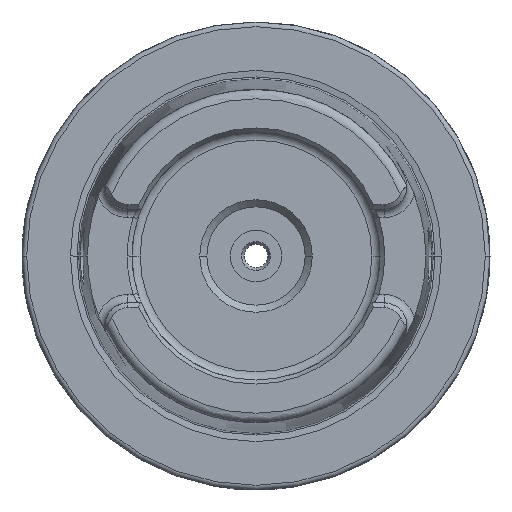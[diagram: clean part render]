
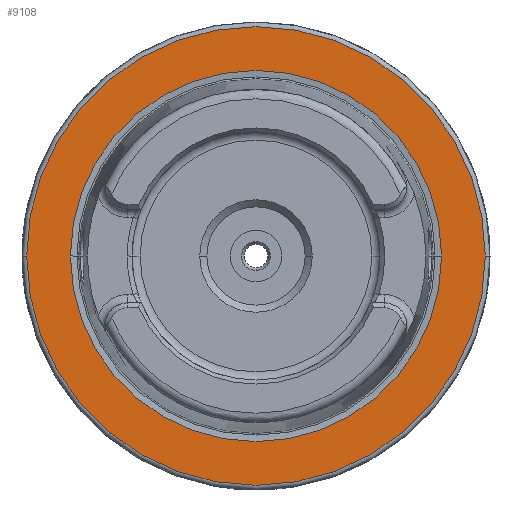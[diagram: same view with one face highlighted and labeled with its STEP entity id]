
A CAD part, left-side view. The second image highlights one B-rep face of the part: STEP entity #9108.
In plain terms, the highlighted planar face has unit normal (-1, 0, 0).
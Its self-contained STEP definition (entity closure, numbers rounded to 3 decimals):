
#65 = ORIENTED_EDGE ( 'NONE', *, *, #5138, .T. ) ;
#124 = FACE_BOUND ( 'NONE', #9863, .T. ) ;
#361 = ORIENTED_EDGE ( 'NONE', *, *, #6958, .T. ) ;
#1400 = CARTESIAN_POINT ( 'NONE',  ( 0.05, 0., 0. ) ) ;
#1652 = CARTESIAN_POINT ( 'NONE',  ( 0.05, 0., 0. ) ) ;
#1745 = VERTEX_POINT ( 'NONE', #5337 ) ;
#1902 = DIRECTION ( 'NONE',  ( 0., 0., -1. ) ) ;
#2186 = VERTEX_POINT ( 'NONE', #7962 ) ;
#2575 = ORIENTED_EDGE ( 'NONE', *, *, #6543, .F. ) ;
#2671 = EDGE_LOOP ( 'NONE', ( #9674, #2575 ) ) ;
#2777 = CARTESIAN_POINT ( 'NONE',  ( 0.05, 39.647, 0. ) ) ;
#2945 = FACE_OUTER_BOUND ( 'NONE', #2671, .T. ) ;
#4615 = PLANE ( 'NONE',  #5478 ) ;
#5109 = AXIS2_PLACEMENT_3D ( 'NONE', #11510, #9732, #6799 ) ;
#5138 = EDGE_CURVE ( 'NONE', #6972, #1745, #9524, .T. ) ;
#5337 = CARTESIAN_POINT ( 'NONE',  ( 0.05, 0., 39.647 ) ) ;
#5411 = DIRECTION ( 'NONE',  ( 0., 0., -1. ) ) ;
#5478 = AXIS2_PLACEMENT_3D ( 'NONE', #2777, #8329, #11786 ) ;
#5742 = CIRCLE ( 'NONE', #8227, 49. ) ;
#6141 = CARTESIAN_POINT ( 'NONE',  ( 0.05, 0., 0. ) ) ;
#6208 = CIRCLE ( 'NONE', #6746, 39.647 ) ;
#6543 = EDGE_CURVE ( 'NONE', #10322, #2186, #5742, .T. ) ;
#6677 = DIRECTION ( 'NONE',  ( 0., 0., -1. ) ) ;
#6746 = AXIS2_PLACEMENT_3D ( 'NONE', #6141, #7407, #1902 ) ;
#6799 = DIRECTION ( 'NONE',  ( 0., 0., -1. ) ) ;
#6958 = EDGE_CURVE ( 'NONE', #1745, #6972, #6208, .T. ) ;
#6972 = VERTEX_POINT ( 'NONE', #8307 ) ;
#7407 = DIRECTION ( 'NONE',  ( 1., 0., 0. ) ) ;
#7441 = AXIS2_PLACEMENT_3D ( 'NONE', #1400, #8592, #6677 ) ;
#7962 = CARTESIAN_POINT ( 'NONE',  ( 0.05, 0., -49. ) ) ;
#8227 = AXIS2_PLACEMENT_3D ( 'NONE', #1652, #8895, #5411 ) ;
#8307 = CARTESIAN_POINT ( 'NONE',  ( 0.05, 0., -39.647 ) ) ;
#8329 = DIRECTION ( 'NONE',  ( -1., 0., 0. ) ) ;
#8592 = DIRECTION ( 'NONE',  ( 1., 0., 0. ) ) ;
#8895 = DIRECTION ( 'NONE',  ( 1., 0., 0. ) ) ;
#8942 = CIRCLE ( 'NONE', #5109, 49. ) ;
#9108 = ADVANCED_FACE ( 'NONE', ( #124, #2945 ), #4615, .T. ) ;
#9524 = CIRCLE ( 'NONE', #7441, 39.647 ) ;
#9674 = ORIENTED_EDGE ( 'NONE', *, *, #11580, .F. ) ;
#9732 = DIRECTION ( 'NONE',  ( 1., 0., 0. ) ) ;
#9863 = EDGE_LOOP ( 'NONE', ( #361, #65 ) ) ;
#10322 = VERTEX_POINT ( 'NONE', #11550 ) ;
#11510 = CARTESIAN_POINT ( 'NONE',  ( 0.05, 0., 0. ) ) ;
#11550 = CARTESIAN_POINT ( 'NONE',  ( 0.05, 0., 49. ) ) ;
#11580 = EDGE_CURVE ( 'NONE', #2186, #10322, #8942, .T. ) ;
#11786 = DIRECTION ( 'NONE',  ( 0., 0., 1. ) ) ;
